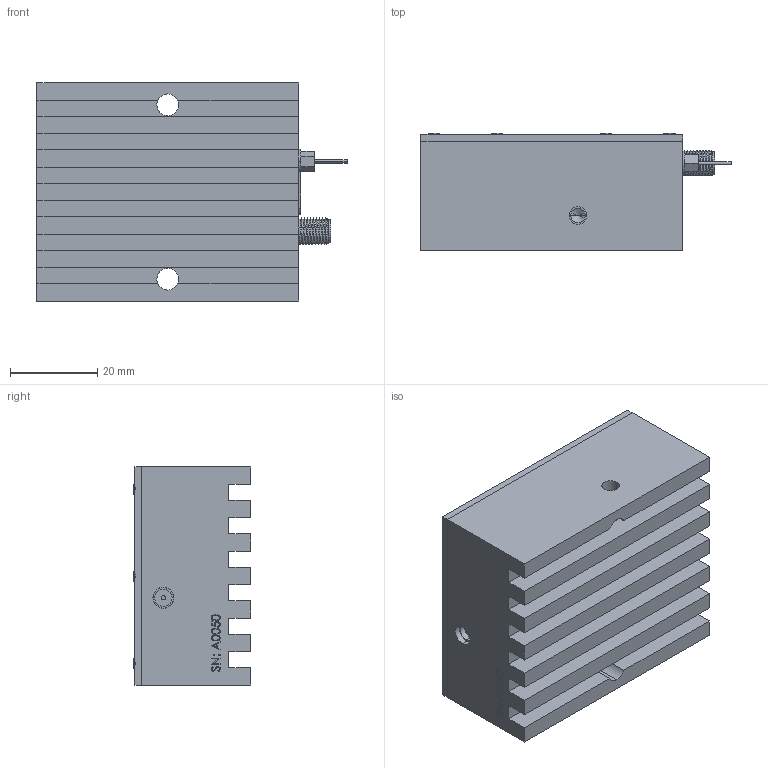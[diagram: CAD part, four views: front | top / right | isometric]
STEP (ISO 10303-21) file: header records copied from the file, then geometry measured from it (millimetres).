
FILE_DESCRIPTION (( 'STEP AP214' ), '1' );
FILE_NAME ('FPD310FV_071122.STEP', '2007-11-22T07:38:47', ( 'Menlo' ), ( 'Menlo' ), 'SwSTEP 2.0', 'SolidWorks 2007', '' );
FILE_SCHEMA (( 'AUTOMOTIVE_DESIGN' ));
Length unit declared in the file: millimetre
Products named in the file (8): 600238_FPD310F; Countersunk Raised Head Cross Recess Screw_DIN_ISO 7047 - M2.5 x 6 - Z --- 6N; 600470_1_FPD310-FV; SW3dPS-sma bulkhead straight jack_echt; PIN-Diode_S5973; 313600_Standard; 316322_Pos2; FPD310FV_071122
Assembly tree (16 placements, depth 2):
  FPD310FV_071122
    Countersunk Raised Head Cross Recess Screw_DIN_ISO 7047 - M2.5 x 6 - Z --- 6N  x10
    PIN-Diode_S5973
    600470_1_FPD310-FV
    600238_FPD310F
    313600_Standard
    SW3dPS-sma bulkhead straight jack_echt
    316322_Pos2
Bounding box: 71.1 x 26.85 x 50 mm (x, y, z)
Volume: 57430.4 mm3; surface area: 26828.6 mm2
Topology: 17 solids, 17 shells, 2814 faces, 7370 edges, 4799 vertices
Faces by surface type: plane 1519, bspline 885, cone 189, cylinder 177, torus 24, sphere 20
Entity records: 139387 total; most frequent: CARTESIAN_POINT 62327, ORIENTED_EDGE 12892, DIRECTION 8104, EDGE_CURVE 6446, VERTEX_POINT 4277, LINE 4220, VECTOR 4220, EDGE_LOOP 2725
